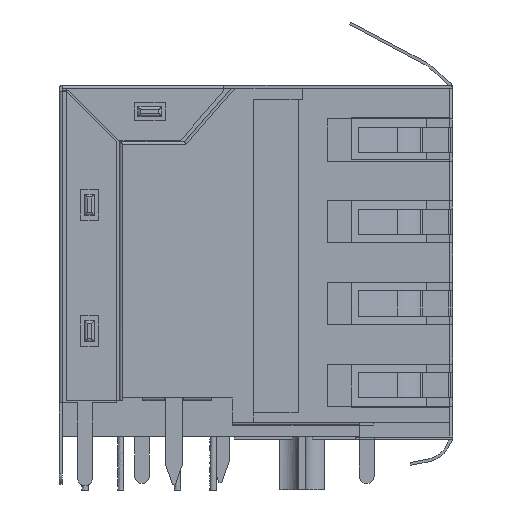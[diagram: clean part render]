
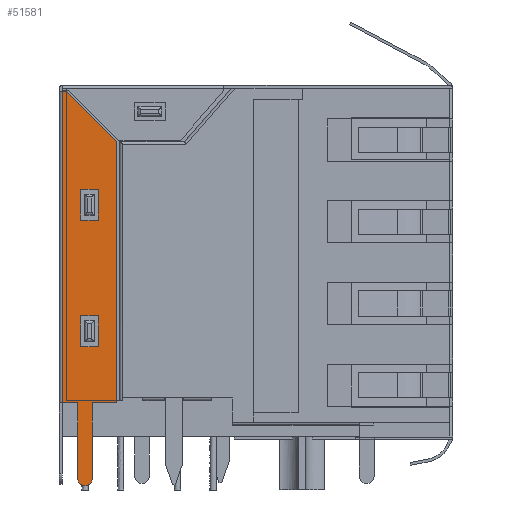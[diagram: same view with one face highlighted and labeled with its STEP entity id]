
A CAD part, left-side view. The second image highlights one B-rep face of the part: STEP entity #51581.
In plain terms, the highlighted planar face has unit normal (-1, 0, 0).
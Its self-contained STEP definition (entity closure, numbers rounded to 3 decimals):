
#935=CIRCLE('',#54606,0.525);
#10689=ORIENTED_EDGE('',*,*,#21278,.F.);
#10690=ORIENTED_EDGE('',*,*,#21279,.F.);
#10691=ORIENTED_EDGE('',*,*,#21280,.F.);
#10692=ORIENTED_EDGE('',*,*,#21281,.F.);
#10693=ORIENTED_EDGE('',*,*,#21282,.T.);
#10694=ORIENTED_EDGE('',*,*,#21283,.T.);
#10695=ORIENTED_EDGE('',*,*,#21038,.T.);
#10696=ORIENTED_EDGE('',*,*,#21284,.F.);
#10697=ORIENTED_EDGE('',*,*,#21285,.F.);
#10698=ORIENTED_EDGE('',*,*,#21286,.F.);
#10699=ORIENTED_EDGE('',*,*,#21048,.T.);
#10700=ORIENTED_EDGE('',*,*,#21287,.T.);
#10701=ORIENTED_EDGE('',*,*,#21288,.T.);
#10702=ORIENTED_EDGE('',*,*,#21289,.T.);
#10703=ORIENTED_EDGE('',*,*,#21290,.T.);
#10704=ORIENTED_EDGE('',*,*,#21291,.T.);
#10705=ORIENTED_EDGE('',*,*,#21292,.T.);
#21038=EDGE_CURVE('',#27102,#27101,#33332,.T.);
#21048=EDGE_CURVE('',#27109,#27111,#33340,.T.);
#21278=EDGE_CURVE('',#27320,#27321,#33556,.T.);
#21279=EDGE_CURVE('',#27322,#27320,#33557,.T.);
#21280=EDGE_CURVE('',#27323,#27322,#33558,.T.);
#21281=EDGE_CURVE('',#27321,#27323,#33559,.T.);
#21282=EDGE_CURVE('',#27324,#27325,#33560,.T.);
#21283=EDGE_CURVE('',#27325,#27102,#33561,.T.);
#21284=EDGE_CURVE('',#27326,#27101,#33562,.T.);
#21285=EDGE_CURVE('',#27327,#27326,#935,.T.);
#21286=EDGE_CURVE('',#27109,#27327,#33563,.T.);
#21287=EDGE_CURVE('',#27111,#27328,#33564,.T.);
#21288=EDGE_CURVE('',#27328,#27324,#33565,.T.);
#21289=EDGE_CURVE('',#27329,#27330,#33566,.T.);
#21290=EDGE_CURVE('',#27330,#27331,#33567,.T.);
#21291=EDGE_CURVE('',#27331,#27332,#33568,.T.);
#21292=EDGE_CURVE('',#27332,#27329,#33569,.T.);
#27101=VERTEX_POINT('',#92732);
#27102=VERTEX_POINT('',#92734);
#27109=VERTEX_POINT('',#92749);
#27111=VERTEX_POINT('',#92753);
#27320=VERTEX_POINT('',#93221);
#27321=VERTEX_POINT('',#93222);
#27322=VERTEX_POINT('',#93224);
#27323=VERTEX_POINT('',#93226);
#27324=VERTEX_POINT('',#93229);
#27325=VERTEX_POINT('',#93230);
#27326=VERTEX_POINT('',#93233);
#27327=VERTEX_POINT('',#93235);
#27328=VERTEX_POINT('',#93238);
#27329=VERTEX_POINT('',#93241);
#27330=VERTEX_POINT('',#93242);
#27331=VERTEX_POINT('',#93244);
#27332=VERTEX_POINT('',#93246);
#33332=LINE('',#92733,#40045);
#33340=LINE('',#92754,#40053);
#33556=LINE('',#93220,#40269);
#33557=LINE('',#93223,#40270);
#33558=LINE('',#93225,#40271);
#33559=LINE('',#93227,#40272);
#33560=LINE('',#93228,#40273);
#33561=LINE('',#93231,#40274);
#33562=LINE('',#93232,#40275);
#33563=LINE('',#93236,#40276);
#33564=LINE('',#93237,#40277);
#33565=LINE('',#93239,#40278);
#33566=LINE('',#93240,#40279);
#33567=LINE('',#93243,#40280);
#33568=LINE('',#93245,#40281);
#33569=LINE('',#93247,#40282);
#40045=VECTOR('',#63937,1000.);
#40053=VECTOR('',#63951,1000.);
#40269=VECTOR('',#64251,1000.);
#40270=VECTOR('',#64252,1000.);
#40271=VECTOR('',#64253,1000.);
#40272=VECTOR('',#64254,1000.);
#40273=VECTOR('',#64255,1000.);
#40274=VECTOR('',#64256,1000.);
#40275=VECTOR('',#64257,1000.);
#40276=VECTOR('',#64260,1000.);
#40277=VECTOR('',#64261,1000.);
#40278=VECTOR('',#64262,1000.);
#40279=VECTOR('',#64263,1000.);
#40280=VECTOR('',#64264,1000.);
#40281=VECTOR('',#64265,1000.);
#40282=VECTOR('',#64266,1000.);
#44098=EDGE_LOOP('',(#10689,#10690,#10691,#10692));
#44099=EDGE_LOOP('',(#10693,#10694,#10695,#10696,#10697,#10698,#10699,#10700,
#10701));
#44100=EDGE_LOOP('',(#10702,#10703,#10704,#10705));
#46825=FACE_BOUND('',#44098,.T.);
#46826=FACE_BOUND('',#44099,.T.);
#46827=FACE_BOUND('',#44100,.T.);
#49354=PLANE('',#54605);
#51581=ADVANCED_FACE('',(#46825,#46826,#46827),#49354,.T.);
#54605=AXIS2_PLACEMENT_3D('',#93219,#64249,#64250);
#54606=AXIS2_PLACEMENT_3D('',#93234,#64258,#64259);
#63937=DIRECTION('',(0.,1.,0.));
#63951=DIRECTION('',(0.,1.,0.));
#64249=DIRECTION('',(-1.,0.,0.));
#64250=DIRECTION('',(0.,-1.,0.));
#64251=DIRECTION('',(0.,1.,0.));
#64252=DIRECTION('',(0.,0.,1.));
#64253=DIRECTION('',(0.,-1.,0.));
#64254=DIRECTION('',(0.,0.,-1.));
#64255=DIRECTION('',(0.,-1.,0.));
#64256=DIRECTION('',(0.,0.,1.));
#64257=DIRECTION('',(0.,0.,-1.));
#64258=DIRECTION('',(1.,0.,0.));
#64259=DIRECTION('',(0.,1.,0.));
#64260=DIRECTION('',(0.,0.,1.));
#64261=DIRECTION('',(0.,0.,-1.));
#64262=DIRECTION('',(0.,-0.714,-0.7));
#64263=DIRECTION('',(0.,0.,-1.));
#64264=DIRECTION('',(0.,1.,0.));
#64265=DIRECTION('',(0.,0.,1.));
#64266=DIRECTION('',(0.,-1.,0.));
#92732=CARTESIAN_POINT('',(-43.52,-26.695,9.98));
#92733=CARTESIAN_POINT('',(-43.52,-27.85,9.98));
#92734=CARTESIAN_POINT('',(-43.52,-27.79,9.98));
#92749=CARTESIAN_POINT('',(-43.52,-25.645,9.98));
#92753=CARTESIAN_POINT('',(-43.52,-23.9,9.98));
#92754=CARTESIAN_POINT('',(-43.52,-27.85,9.98));
#93219=CARTESIAN_POINT('',(-43.52,0.,0.));
#93220=CARTESIAN_POINT('',(-43.52,-26.47,-3.02));
#93221=CARTESIAN_POINT('',(-43.52,-26.47,-3.02));
#93222=CARTESIAN_POINT('',(-43.52,-25.22,-3.02));
#93223=CARTESIAN_POINT('',(-43.52,-26.47,-5.22));
#93224=CARTESIAN_POINT('',(-43.52,-26.47,-5.22));
#93225=CARTESIAN_POINT('',(-43.52,-25.22,-5.22));
#93226=CARTESIAN_POINT('',(-43.52,-25.22,-5.22));
#93227=CARTESIAN_POINT('',(-43.52,-25.22,-3.02));
#93228=CARTESIAN_POINT('',(-43.52,-27.7,-12.17));
#93229=CARTESIAN_POINT('',(-43.52,-27.5,-12.17));
#93230=CARTESIAN_POINT('',(-43.52,-27.79,-12.17));
#93231=CARTESIAN_POINT('',(-43.52,-27.79,-12.17));
#93232=CARTESIAN_POINT('',(-43.52,-26.695,15.355));
#93233=CARTESIAN_POINT('',(-43.52,-26.695,15.355));
#93234=CARTESIAN_POINT('',(-43.52,-26.17,15.355));
#93235=CARTESIAN_POINT('',(-43.52,-25.645,15.355));
#93236=CARTESIAN_POINT('',(-43.52,-25.645,15.355));
#93237=CARTESIAN_POINT('',(-43.52,-23.9,9.98));
#93238=CARTESIAN_POINT('',(-43.52,-23.9,-8.641));
#93239=CARTESIAN_POINT('',(-43.52,-23.9,-8.641));
#93240=CARTESIAN_POINT('',(-43.52,-26.47,5.98));
#93241=CARTESIAN_POINT('',(-43.52,-26.47,5.98));
#93242=CARTESIAN_POINT('',(-43.52,-26.47,3.78));
#93243=CARTESIAN_POINT('',(-43.52,-26.47,3.78));
#93244=CARTESIAN_POINT('',(-43.52,-25.22,3.78));
#93245=CARTESIAN_POINT('',(-43.52,-25.22,3.78));
#93246=CARTESIAN_POINT('',(-43.52,-25.22,5.98));
#93247=CARTESIAN_POINT('',(-43.52,-25.22,5.98));
